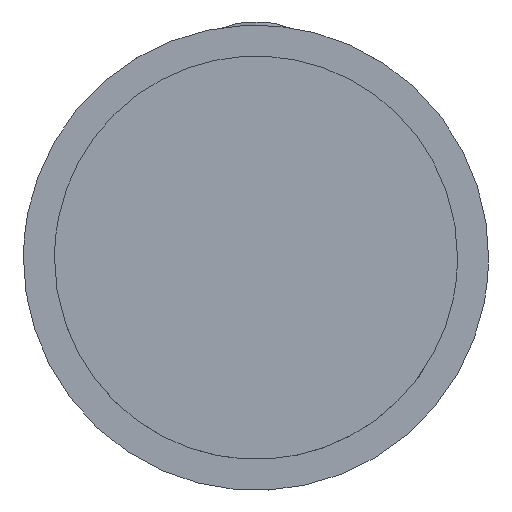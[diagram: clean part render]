
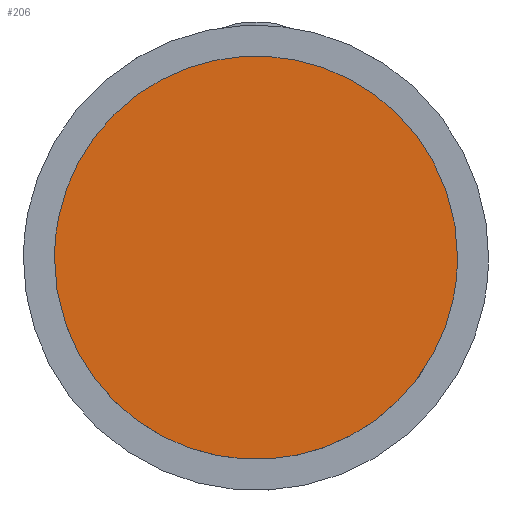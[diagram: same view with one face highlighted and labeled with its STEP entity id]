
A CAD part, top view. The second image highlights one B-rep face of the part: STEP entity #206.
In plain terms, the highlighted planar face has unit normal (0, 0, 1).
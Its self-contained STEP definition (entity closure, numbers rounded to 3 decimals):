
#206=ADVANCED_FACE('',(#318),#1464,.T.);
#318=FACE_OUTER_BOUND('',#430,.T.);
#430=EDGE_LOOP('',(#554,#555));
#554=ORIENTED_EDGE('',*,*,#962,.T.);
#555=ORIENTED_EDGE('',*,*,#965,.T.);
#962=EDGE_CURVE('',#1335,#1337,#1190,.T.);
#965=EDGE_CURVE('',#1337,#1335,#1193,.T.);
#1190=(
BOUNDED_CURVE()
B_SPLINE_CURVE(2,(#1725,#1726,#1727,#1728,#1729),.UNSPECIFIED.,.F.,.F.)
B_SPLINE_CURVE_WITH_KNOTS((3,2,3),(0.,353.429,706.858),
 .UNSPECIFIED.)
CURVE()
GEOMETRIC_REPRESENTATION_ITEM()
RATIONAL_B_SPLINE_CURVE((1.,0.707,1.,0.707,1.))
REPRESENTATION_ITEM('')
);
#1193=(
BOUNDED_CURVE()
B_SPLINE_CURVE(2,(#1737,#1738,#1739,#1740,#1741),.UNSPECIFIED.,.F.,.F.)
B_SPLINE_CURVE_WITH_KNOTS((3,2,3),(706.858,1060.288,1413.717),
 .UNSPECIFIED.)
CURVE()
GEOMETRIC_REPRESENTATION_ITEM()
RATIONAL_B_SPLINE_CURVE((1.,0.707,1.,0.707,1.))
REPRESENTATION_ITEM('')
);
#1335=VERTEX_POINT('',#1715);
#1337=VERTEX_POINT('',#1717);
#1464=PLANE('',#1595);
#1595=AXIS2_PLACEMENT_3D('',#1712,#1639,$);
#1639=DIRECTION('',(0.,0.,1.));
#1712=CARTESIAN_POINT('',(-243.75,-243.75,1618.777));
#1715=CARTESIAN_POINT('',(195.,0.,1618.777));
#1717=CARTESIAN_POINT('',(-195.,0.,1618.777));
#1725=CARTESIAN_POINT('',(195.,0.,1618.777));
#1726=CARTESIAN_POINT('',(195.,195.,1618.777));
#1727=CARTESIAN_POINT('',(0.,195.,1618.777));
#1728=CARTESIAN_POINT('',(-195.,195.,1618.777));
#1729=CARTESIAN_POINT('',(-195.,0.,1618.777));
#1737=CARTESIAN_POINT('',(-195.,0.,1618.777));
#1738=CARTESIAN_POINT('',(-195.,-195.,1618.777));
#1739=CARTESIAN_POINT('',(0.,-195.,1618.777));
#1740=CARTESIAN_POINT('',(195.,-195.,1618.777));
#1741=CARTESIAN_POINT('',(195.,0.,1618.777));
